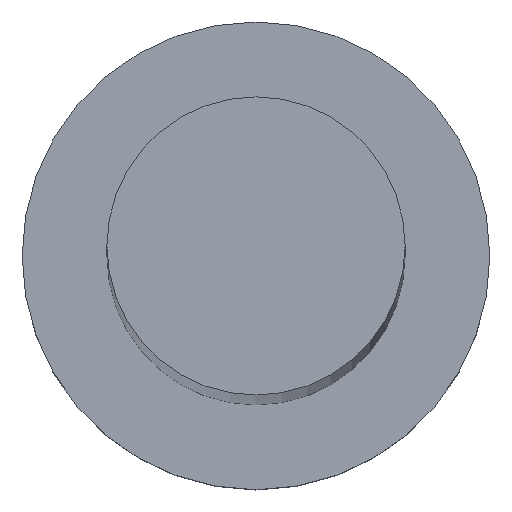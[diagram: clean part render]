
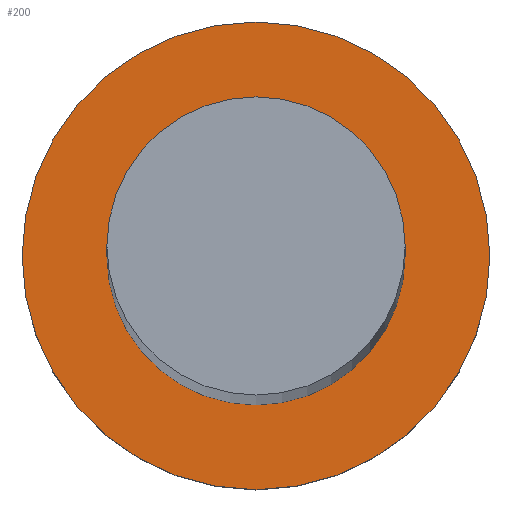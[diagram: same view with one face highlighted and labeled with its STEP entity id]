
A CAD part, top view. The second image highlights one B-rep face of the part: STEP entity #200.
In plain terms, the highlighted planar face has unit normal (0, 0, 1).
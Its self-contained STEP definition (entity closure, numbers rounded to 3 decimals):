
#1 = EDGE_LOOP ( 'NONE', ( #237, #22 ) ) ;
#14 = DIRECTION ( 'NONE',  ( 1., 0., 0. ) ) ;
#16 = CARTESIAN_POINT ( 'NONE',  ( 0., 0., 5. ) ) ;
#17 = CARTESIAN_POINT ( 'NONE',  ( 0., 0., 5. ) ) ;
#19 = AXIS2_PLACEMENT_3D ( 'NONE', #157, #56, #137 ) ;
#22 = ORIENTED_EDGE ( 'NONE', *, *, #195, .T. ) ;
#37 = FACE_BOUND ( 'NONE', #204, .T. ) ;
#38 = CARTESIAN_POINT ( 'NONE',  ( 0., 0., 5. ) ) ;
#41 = VERTEX_POINT ( 'NONE', #46 ) ;
#45 = CIRCLE ( 'NONE', #149, 8. ) ;
#46 = CARTESIAN_POINT ( 'NONE',  ( 8., 0., 5. ) ) ;
#56 = DIRECTION ( 'NONE',  ( 0., 0., 1. ) ) ;
#62 = AXIS2_PLACEMENT_3D ( 'NONE', #38, #115, #134 ) ;
#68 = EDGE_CURVE ( 'NONE', #109, #156, #73, .T. ) ;
#73 = CIRCLE ( 'NONE', #117, 5.1 ) ;
#77 = DIRECTION ( 'NONE',  ( 1., 0., 0. ) ) ;
#79 = CIRCLE ( 'NONE', #19, 8. ) ;
#80 = DIRECTION ( 'NONE',  ( 0., 0., 1. ) ) ;
#82 = DIRECTION ( 'NONE',  ( 1., 0., 0. ) ) ;
#86 = DIRECTION ( 'NONE',  ( 0., 0., 1. ) ) ;
#88 = CARTESIAN_POINT ( 'NONE',  ( -8., 0., 5. ) ) ;
#95 = PLANE ( 'NONE',  #62 ) ;
#98 = AXIS2_PLACEMENT_3D ( 'NONE', #17, #152, #77 ) ;
#106 = ORIENTED_EDGE ( 'NONE', *, *, #68, .F. ) ;
#109 = VERTEX_POINT ( 'NONE', #183 ) ;
#115 = DIRECTION ( 'NONE',  ( 0., 0., 1. ) ) ;
#117 = AXIS2_PLACEMENT_3D ( 'NONE', #130, #86, #14 ) ;
#130 = CARTESIAN_POINT ( 'NONE',  ( 0., 0., 5. ) ) ;
#134 = DIRECTION ( 'NONE',  ( 1., 0., 0. ) ) ;
#137 = DIRECTION ( 'NONE',  ( 1., 0., 0. ) ) ;
#149 = AXIS2_PLACEMENT_3D ( 'NONE', #16, #80, #82 ) ;
#150 = CARTESIAN_POINT ( 'NONE',  ( -5.1, 0., 5. ) ) ;
#152 = DIRECTION ( 'NONE',  ( 0., 0., 1. ) ) ;
#156 = VERTEX_POINT ( 'NONE', #150 ) ;
#157 = CARTESIAN_POINT ( 'NONE',  ( 0., 0., 5. ) ) ;
#183 = CARTESIAN_POINT ( 'NONE',  ( 5.1, 0., 5. ) ) ;
#184 = VERTEX_POINT ( 'NONE', #88 ) ;
#195 = EDGE_CURVE ( 'NONE', #41, #184, #45, .T. ) ;
#200 = ADVANCED_FACE ( 'NONE', ( #37, #252 ), #95, .T. ) ;
#204 = EDGE_LOOP ( 'NONE', ( #248, #106 ) ) ;
#207 = CIRCLE ( 'NONE', #98, 5.1 ) ;
#217 = EDGE_CURVE ( 'NONE', #184, #41, #79, .T. ) ;
#233 = EDGE_CURVE ( 'NONE', #156, #109, #207, .T. ) ;
#237 = ORIENTED_EDGE ( 'NONE', *, *, #217, .T. ) ;
#248 = ORIENTED_EDGE ( 'NONE', *, *, #233, .F. ) ;
#252 = FACE_OUTER_BOUND ( 'NONE', #1, .T. ) ;
